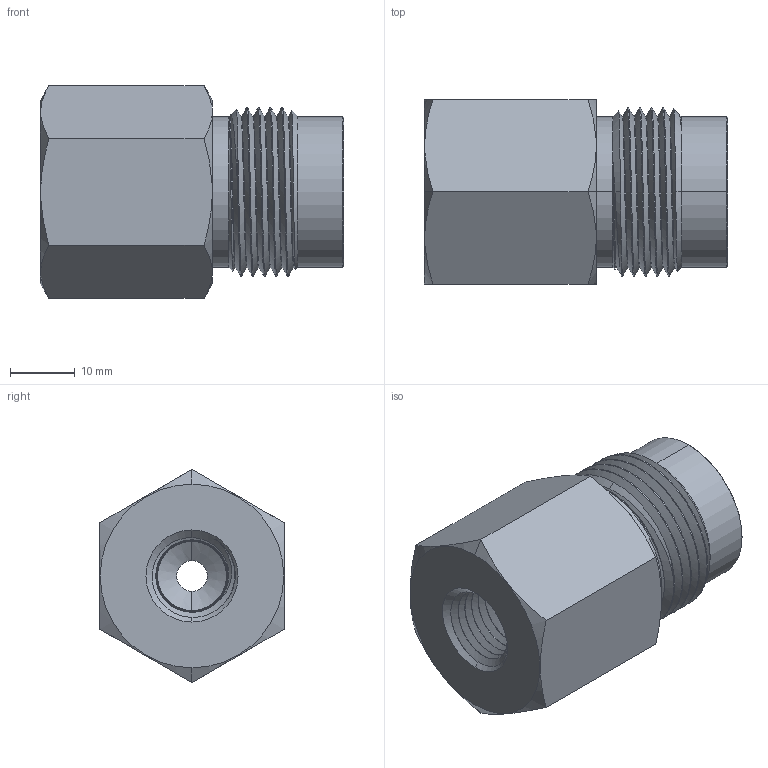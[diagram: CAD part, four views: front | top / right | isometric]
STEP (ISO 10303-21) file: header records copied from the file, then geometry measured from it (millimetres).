
FILE_DESCRIPTION (( 'STEP AP203' ), '1' );
FILE_NAME ('AD-626MSS-4FNPT.STEP', '2025-08-05T15:00:36', ( '' ), ( '' ), 'SwSTEP 2.0', 'SolidWorks 2018', '' );
FILE_SCHEMA (( 'CONFIG_CONTROL_DESIGN' ));
Length unit declared in the file: inch
Products named in the file (1): AD-626MSS-4FNPT
Bounding box: 46.99 x 28.57 x 33 mm (x, y, z)
Volume: 23206.3 mm3; surface area: 7972.6 mm2
Topology: 1 solids, 1 shells, 176 faces, 462 edges, 301 vertices
Faces by surface type: plane 52, bspline 52, cylinder 40, cone 32
Entity records: 12886 total; most frequent: CARTESIAN_POINT 9034, ORIENTED_EDGE 924, DIRECTION 551, EDGE_CURVE 462, VERTEX_POINT 301, VECTOR 215, LINE 215, EDGE_LOOP 191
